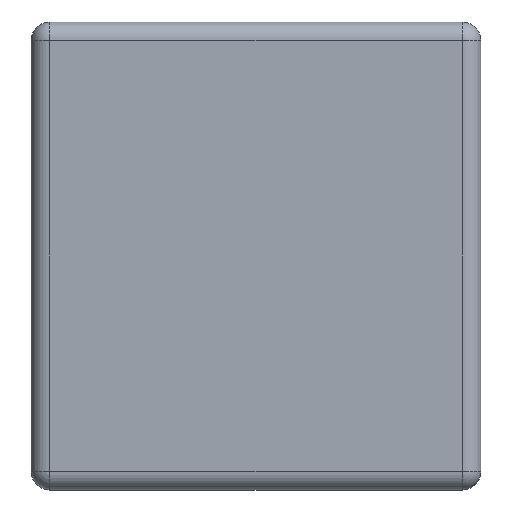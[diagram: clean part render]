
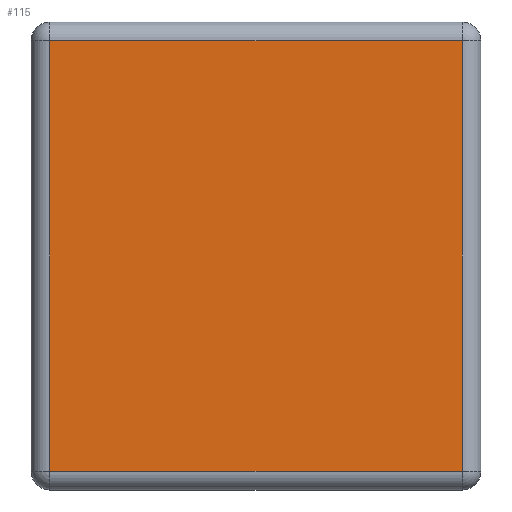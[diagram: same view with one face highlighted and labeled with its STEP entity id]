
A CAD part, left-side view. The second image highlights one B-rep face of the part: STEP entity #115.
In plain terms, the highlighted planar face has unit normal (-1, 0, 0).
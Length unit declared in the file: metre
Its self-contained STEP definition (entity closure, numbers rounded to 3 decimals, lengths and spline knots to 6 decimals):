
#115 = ADVANCED_FACE( '', ( #252 ), #253, .F. );
#252 = FACE_OUTER_BOUND( '', #500, .T. );
#253 = PLANE( '', #501 );
#500 = EDGE_LOOP( '', ( #845, #846, #847, #848 ) );
#501 = AXIS2_PLACEMENT_3D( '', #849, #850, #851 );
#845 = ORIENTED_EDGE( '', *, *, #1106, .T. );
#846 = ORIENTED_EDGE( '', *, *, #1094, .T. );
#847 = ORIENTED_EDGE( '', *, *, #1039, .T. );
#848 = ORIENTED_EDGE( '', *, *, #1107, .T. );
#849 = CARTESIAN_POINT( '', ( -0.023813, 0.07366, -0.042037 ) );
#850 = DIRECTION( '', ( 1., 0., 0. ) );
#851 = DIRECTION( '', ( 0., 0., -1. ) );
#1039 = EDGE_CURVE( '', #1190, #1188, #1191, .T. );
#1094 = EDGE_CURVE( '', #1244, #1190, #1273, .T. );
#1106 = EDGE_CURVE( '', #1206, #1244, #1287, .F. );
#1107 = EDGE_CURVE( '', #1188, #1206, #1288, .F. );
#1188 = VERTEX_POINT( '', #1382 );
#1190 = VERTEX_POINT( '', #1384 );
#1191 = LINE( '', #1385, #1386 );
#1206 = VERTEX_POINT( '', #1401 );
#1244 = VERTEX_POINT( '', #1480 );
#1273 = LINE( '', #1531, #1532 );
#1287 = LINE( '', #1556, #1557 );
#1288 = LINE( '', #1558, #1559 );
#1382 = CARTESIAN_POINT( '', ( -0.023813, 0.037148, -0.004001 ) );
#1384 = CARTESIAN_POINT( '', ( -0.023813, 0.037148, -0.04045 ) );
#1385 = CARTESIAN_POINT( '', ( -0.023813, 0.037148, -0.042037 ) );
#1386 = VECTOR( '', #1663, 1. );
#1401 = CARTESIAN_POINT( '', ( -0.023813, 0.072073, -0.004001 ) );
#1480 = CARTESIAN_POINT( '', ( -0.023813, 0.072073, -0.04045 ) );
#1531 = CARTESIAN_POINT( '', ( -0.023813, 0.07366, -0.04045 ) );
#1532 = VECTOR( '', #1750, 1. );
#1556 = CARTESIAN_POINT( '', ( -0.023813, 0.072073, -0.042037 ) );
#1557 = VECTOR( '', #1760, 1. );
#1558 = CARTESIAN_POINT( '', ( -0.023813, 0.07366, -0.004001 ) );
#1559 = VECTOR( '', #1761, 1. );
#1663 = DIRECTION( '', ( 0., 0., 1. ) );
#1750 = DIRECTION( '', ( 0., -1., 0. ) );
#1760 = DIRECTION( '', ( 0., 0., 1. ) );
#1761 = DIRECTION( '', ( 0., -1., 0. ) );
